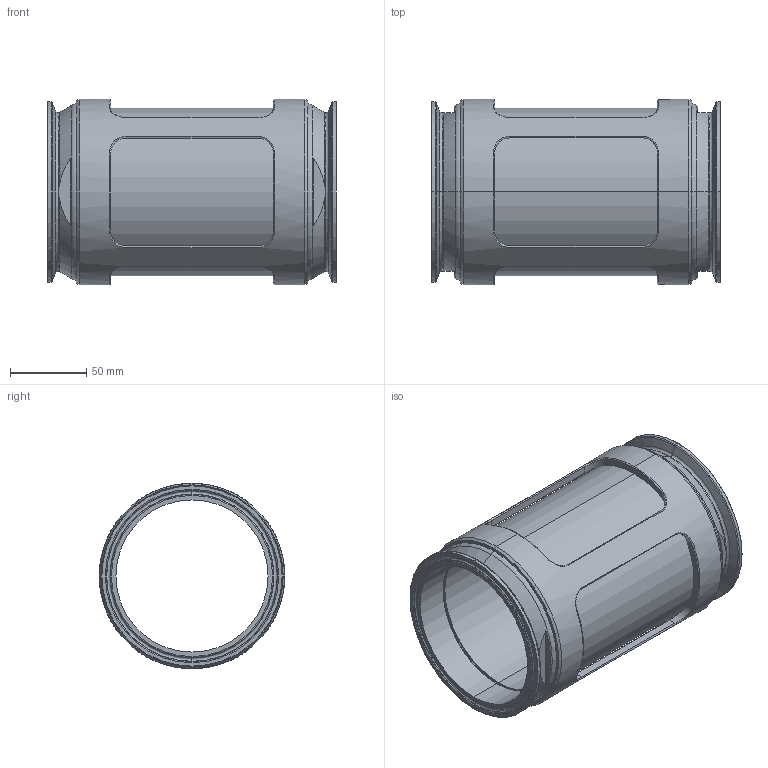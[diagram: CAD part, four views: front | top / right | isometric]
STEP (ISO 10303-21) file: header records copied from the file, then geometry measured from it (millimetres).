
FILE_DESCRIPTION (( 'STEP AP214' ), '1' );
FILE_NAME ('SG.SV.D100.STEP', '2020-02-10T14:31:04', ( '' ), ( '' ), 'SwSTEP 2.0', 'SolidWorks 2019', '' );
FILE_SCHEMA (( 'AUTOMOTIVE_DESIGN' ));
Length unit declared in the file: millimetre
Products named in the file (6): C0444 - VFI ORINGS_DN100C; C0444 - SVFI BODIES_DN100; DIN 32676 - STD - VFI - GLASS_DN100; SG.SV.D100; C0444 - SVFI FLANGE ENDS_DN100; C0444 - VFI ORINGS_DN100S
Assembly tree (8 placements, depth 2):
  SG.SV.D100
    C0444 - SVFI BODIES_DN100
    C0444 - VFI ORINGS_DN100S  x2
    C0444 - SVFI FLANGE ENDS_DN100  x2
    C0444 - VFI ORINGS_DN100C  x2
    DIN 32676 - STD - VFI - GLASS_DN100
Bounding box: 190 x 122 x 122 mm (x, y, z)
Volume: 441385.6 mm3; surface area: 247919.8 mm2
Topology: 8 solids, 8 shells, 354 faces, 844 edges, 514 vertices
Faces by surface type: cylinder 122, torus 88, plane 68, cone 44, bspline 32
Entity records: 19480 total; most frequent: CARTESIAN_POINT 13444, ORIENTED_EDGE 1280, DIRECTION 1166, EDGE_CURVE 640, AXIS2_PLACEMENT_3D 493, VERTEX_POINT 392, EDGE_LOOP 292, ADVANCED_FACE 266
